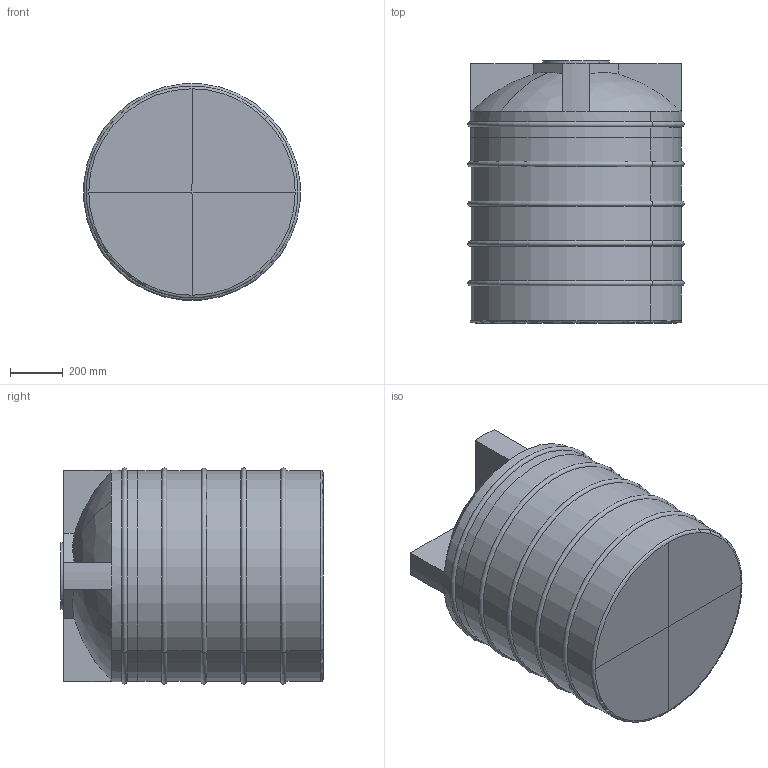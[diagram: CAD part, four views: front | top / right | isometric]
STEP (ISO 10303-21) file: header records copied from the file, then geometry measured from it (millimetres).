
FILE_DESCRIPTION (( 'STEP AP214' ), '1' );
FILE_NAME ('water tank.STEP', '2022-06-30T13:34:51', ( '' ), ( '' ), 'SwSTEP 2.0', 'SolidWorks 2021', '' );
FILE_SCHEMA (( 'AUTOMOTIVE_DESIGN' ));
Length unit declared in the file: millimetre
Products named in the file (2): water tank
Assembly tree (1 placements, depth 2):
  water tank
    water tank
Bounding box: 816.88 x 990 x 816.88 mm (x, y, z)
Surface area: 3459041.3 mm2 (no closed solid volume)
Topology: 0 solids, 1 shells, 59 faces, 130 edges, 73 vertices
Faces by surface type: cylinder 18, plane 16, torus 12, bspline 7, sphere 6
Entity records: 2273 total; most frequent: CARTESIAN_POINT 915, DIRECTION 306, ORIENTED_EDGE 258, AXIS2_PLACEMENT_3D 130, EDGE_CURVE 130, CIRCLE 74, VERTEX_POINT 73, EDGE_LOOP 60
